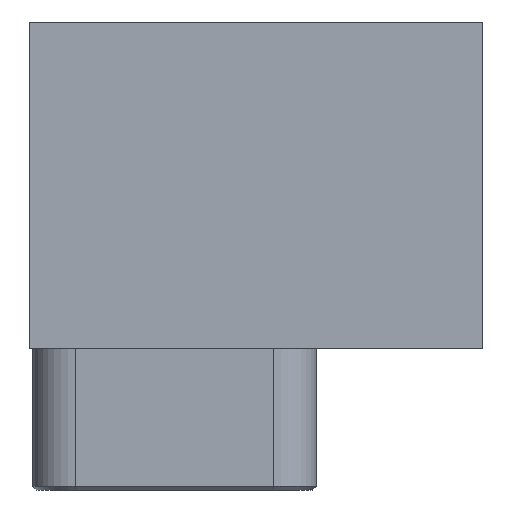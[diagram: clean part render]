
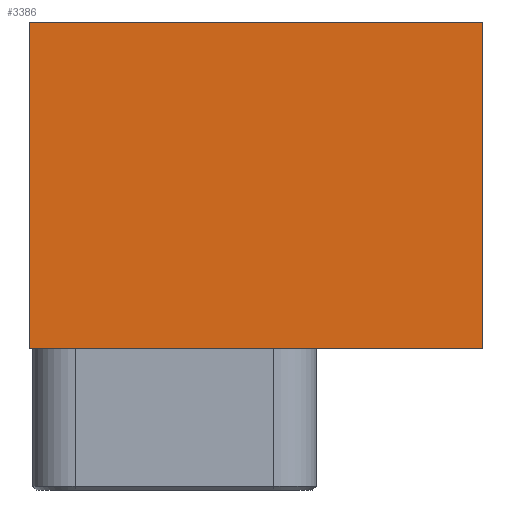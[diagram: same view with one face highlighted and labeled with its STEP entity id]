
A CAD part, left-side view. The second image highlights one B-rep face of the part: STEP entity #3386.
In plain terms, the highlighted planar face has unit normal (-1, 0, 0).
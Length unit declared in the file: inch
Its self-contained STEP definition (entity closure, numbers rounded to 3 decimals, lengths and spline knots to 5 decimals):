
#135=DIRECTION('',(0.,-1.,0.));
#136=VECTOR('',#135,4.);
#137=CARTESIAN_POINT('',(0.,0.,4.125));
#138=LINE('',#137,#136);
#231=DIRECTION('',(0.,-1.,0.));
#232=VECTOR('',#231,4.);
#233=CARTESIAN_POINT('',(0.,0.,1.25));
#234=LINE('',#233,#232);
#235=DIRECTION('',(0.,0.,1.));
#236=VECTOR('',#235,2.875);
#237=CARTESIAN_POINT('',(0.,0.,1.25));
#238=LINE('',#237,#236);
#435=DIRECTION('',(0.,0.,1.));
#436=VECTOR('',#435,2.875);
#437=CARTESIAN_POINT('',(0.,-4.,1.25));
#438=LINE('',#437,#436);
#2710=CARTESIAN_POINT('',(0.,0.,4.125));
#2711=CARTESIAN_POINT('',(0.,-4.,4.125));
#2712=VERTEX_POINT('',#2710);
#2713=VERTEX_POINT('',#2711);
#3126=CARTESIAN_POINT('',(0.,0.,1.25));
#3127=CARTESIAN_POINT('',(0.,-4.,1.25));
#3128=VERTEX_POINT('',#3126);
#3129=VERTEX_POINT('',#3127);
#3372=CARTESIAN_POINT('',(0.,0.,0.));
#3373=DIRECTION('',(-1.,0.,0.));
#3374=DIRECTION('',(0.,-1.,0.));
#3375=AXIS2_PLACEMENT_3D('',#3372,#3373,#3374);
#3376=PLANE('',#3375);
#3378=ORIENTED_EDGE('',*,*,#3377,.F.);
#3380=ORIENTED_EDGE('',*,*,#3379,.T.);
#3381=ORIENTED_EDGE('',*,*,#3314,.T.);
#3383=ORIENTED_EDGE('',*,*,#3382,.F.);
#3384=EDGE_LOOP('',(#3378,#3380,#3381,#3383));
#3385=FACE_OUTER_BOUND('',#3384,.F.);
#3386=ADVANCED_FACE('',(#3385),#3376,.T.);
#3314=EDGE_CURVE('',#2712,#2713,#138,.T.);
#3377=EDGE_CURVE('',#3128,#3129,#234,.T.);
#3379=EDGE_CURVE('',#3128,#2712,#238,.T.);
#3382=EDGE_CURVE('',#3129,#2713,#438,.T.);
